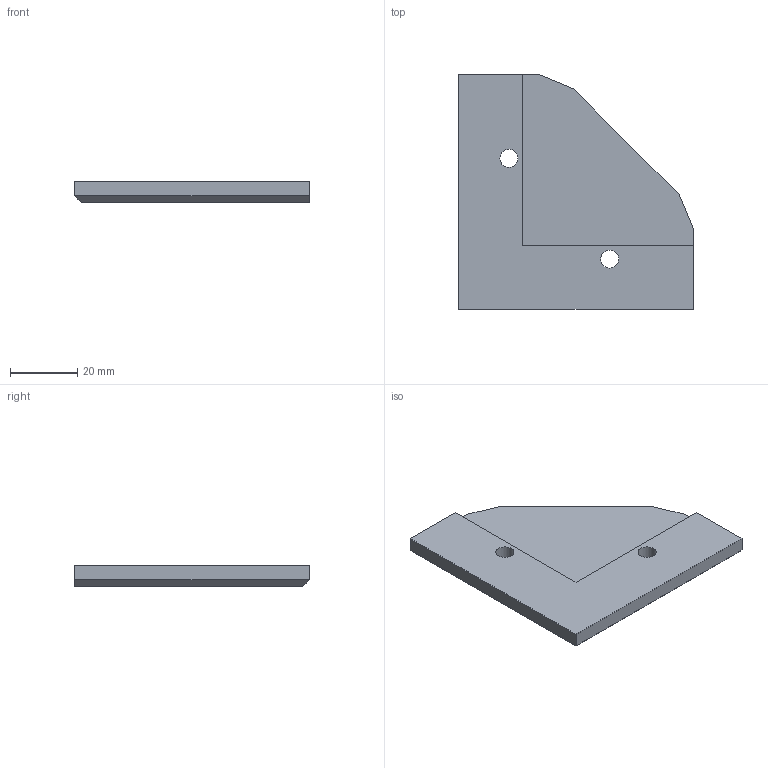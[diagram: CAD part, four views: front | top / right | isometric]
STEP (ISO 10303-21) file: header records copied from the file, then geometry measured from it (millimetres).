
FILE_DESCRIPTION(('FreeCAD Model'),'2;1');
FILE_NAME('Open CASCADE Shape Model','2025-10-03T12:49:55',(''),(''), 'Open CASCADE STEP processor 7.8','FreeCAD','Unknown');
FILE_SCHEMA(('AUTOMOTIVE_DESIGN { 1 0 10303 214 1 1 1 1 }'));
Length unit declared in the file: millimetre
Products named in the file (1): corner-plexi-mount-body
Bounding box: 70 x 70 x 6.2 mm (x, y, z)
Volume: 19019.1 mm3; surface area: 9758.4 mm2
Topology: 1 solids, 1 shells, 16 faces, 41 edges, 27 vertices
Faces by surface type: plane 14, cylinder 2
Full cylindrical faces by diameter (mm): 5.4 x2
Entity records: 511 total; most frequent: CARTESIAN_POINT 85, ORIENTED_EDGE 82, DIRECTION 79, EDGE_CURVE 41, LINE 37, VECTOR 37, VERTEX_POINT 27, AXIS2_PLACEMENT_3D 21
